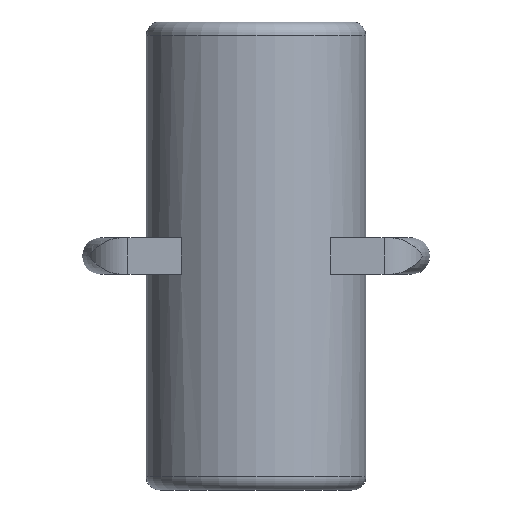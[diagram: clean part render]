
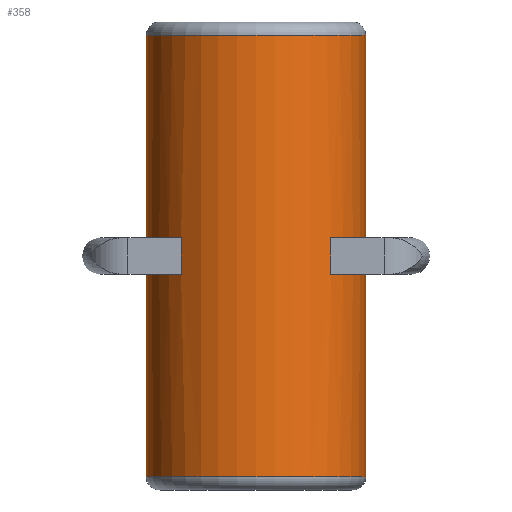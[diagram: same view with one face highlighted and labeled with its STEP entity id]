
A CAD part, left-side view. The second image highlights one B-rep face of the part: STEP entity #358.
In plain terms, the highlighted cylindrical face has radius 15.05 mm (diameter 30.1 mm), a full revolution.
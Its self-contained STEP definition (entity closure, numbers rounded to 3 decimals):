
#46=LINE('',#657,#62);
#47=LINE('',#658,#63);
#48=LINE('',#659,#64);
#49=LINE('',#660,#65);
#62=VECTOR('',#497,1000.);
#63=VECTOR('',#498,1000.);
#64=VECTOR('',#499,1000.);
#65=VECTOR('',#500,1000.);
#71=CIRCLE('',#393,15.05);
#73=CIRCLE('',#396,15.05);
#79=CIRCLE('',#405,15.05);
#81=CIRCLE('',#408,15.05);
#82=CIRCLE('',#410,15.05);
#83=CIRCLE('',#411,15.05);
#134=ORIENTED_EDGE('',*,*,#222,.T.);
#135=ORIENTED_EDGE('',*,*,#223,.T.);
#136=ORIENTED_EDGE('',*,*,#202,.T.);
#137=ORIENTED_EDGE('',*,*,#224,.T.);
#138=ORIENTED_EDGE('',*,*,#198,.F.);
#139=ORIENTED_EDGE('',*,*,#216,.F.);
#140=ORIENTED_EDGE('',*,*,#225,.T.);
#141=ORIENTED_EDGE('',*,*,#220,.T.);
#142=ORIENTED_EDGE('',*,*,#226,.T.);
#143=ORIENTED_EDGE('',*,*,#227,.F.);
#198=EDGE_CURVE('',#244,#245,#71,.F.);
#202=EDGE_CURVE('',#247,#246,#73,.F.);
#216=EDGE_CURVE('',#258,#259,#79,.F.);
#220=EDGE_CURVE('',#261,#260,#81,.F.);
#222=EDGE_CURVE('',#262,#262,#82,.T.);
#223=EDGE_CURVE('',#244,#247,#46,.T.);
#224=EDGE_CURVE('',#246,#245,#47,.F.);
#225=EDGE_CURVE('',#258,#261,#48,.T.);
#226=EDGE_CURVE('',#260,#259,#49,.F.);
#227=EDGE_CURVE('',#263,#263,#83,.T.);
#244=VERTEX_POINT('',#587);
#245=VERTEX_POINT('',#589);
#246=VERTEX_POINT('',#594);
#247=VERTEX_POINT('',#596);
#258=VERTEX_POINT('',#643);
#259=VERTEX_POINT('',#645);
#260=VERTEX_POINT('',#650);
#261=VERTEX_POINT('',#652);
#262=VERTEX_POINT('',#656);
#263=VERTEX_POINT('',#662);
#286=EDGE_LOOP('',(#134));
#287=EDGE_LOOP('',(#135,#136,#137,#138));
#288=EDGE_LOOP('',(#139,#140,#141,#142));
#289=EDGE_LOOP('',(#143));
#318=FACE_BOUND('',#286,.T.);
#319=FACE_BOUND('',#287,.T.);
#320=FACE_BOUND('',#288,.T.);
#321=FACE_BOUND('',#289,.T.);
#346=CYLINDRICAL_SURFACE('',#409,15.05);
#358=ADVANCED_FACE('',(#318,#319,#320,#321),#346,.T.);
#393=AXIS2_PLACEMENT_3D('',#588,#452,#453);
#396=AXIS2_PLACEMENT_3D('',#595,#460,#461);
#405=AXIS2_PLACEMENT_3D('',#644,#482,#483);
#408=AXIS2_PLACEMENT_3D('',#651,#490,#491);
#409=AXIS2_PLACEMENT_3D('',#654,#493,#494);
#410=AXIS2_PLACEMENT_3D('',#655,#495,#496);
#411=AXIS2_PLACEMENT_3D('',#661,#501,#502);
#452=DIRECTION('',(0.,0.,1.));
#453=DIRECTION('',(1.,0.,0.));
#460=DIRECTION('',(0.,0.,1.));
#461=DIRECTION('',(1.,0.,0.));
#482=DIRECTION('',(0.,0.,1.));
#483=DIRECTION('',(1.,0.,0.));
#490=DIRECTION('',(0.,0.,1.));
#491=DIRECTION('',(1.,0.,0.));
#493=DIRECTION('',(0.,0.,-1.));
#494=DIRECTION('',(-1.,0.,0.));
#495=DIRECTION('',(0.,0.,-1.));
#496=DIRECTION('',(-1.,0.,0.));
#497=DIRECTION('',(0.,0.,-1.));
#498=DIRECTION('',(0.,0.,-1.));
#499=DIRECTION('',(0.,0.,-1.));
#500=DIRECTION('',(0.,0.,-1.));
#501=DIRECTION('',(0.,0.,-1.));
#502=DIRECTION('',(-1.,0.,0.));
#587=CARTESIAN_POINT('',(-11.,10.271,2.5));
#588=CARTESIAN_POINT('',(0.,0.,2.5));
#589=CARTESIAN_POINT('',(11.,10.271,2.5));
#594=CARTESIAN_POINT('',(11.,10.271,-2.5));
#595=CARTESIAN_POINT('',(0.,0.,-2.5));
#596=CARTESIAN_POINT('',(-11.,10.271,-2.5));
#643=CARTESIAN_POINT('',(11.,-10.271,2.5));
#644=CARTESIAN_POINT('',(0.,0.,2.5));
#645=CARTESIAN_POINT('',(-11.,-10.271,2.5));
#650=CARTESIAN_POINT('',(-11.,-10.271,-2.5));
#651=CARTESIAN_POINT('',(0.,0.,-2.5));
#652=CARTESIAN_POINT('',(11.,-10.271,-2.5));
#654=CARTESIAN_POINT('',(0.,0.,-32.1));
#655=CARTESIAN_POINT('',(0.,0.,30.3));
#656=CARTESIAN_POINT('',(-15.05,0.,30.3));
#657=CARTESIAN_POINT('',(-11.,10.271,-32.1));
#658=CARTESIAN_POINT('',(11.,10.271,-32.1));
#659=CARTESIAN_POINT('',(11.,-10.271,-32.1));
#660=CARTESIAN_POINT('',(-11.,-10.271,-32.1));
#661=CARTESIAN_POINT('',(0.,0.,-30.3));
#662=CARTESIAN_POINT('',(-15.05,0.,-30.3));
